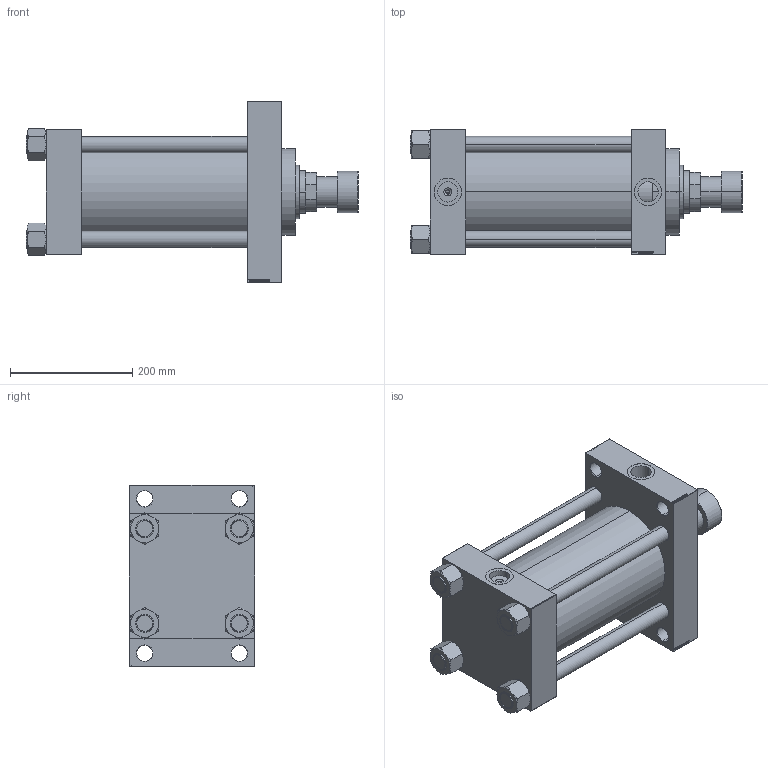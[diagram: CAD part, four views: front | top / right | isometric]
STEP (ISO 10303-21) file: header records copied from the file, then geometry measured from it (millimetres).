
FILE_DESCRIPTION (( 'STEP AP203' ), '1' );
FILE_NAME ('9238.STEP', '2022-04-16T20:21:39', ( '' ), ( '' ), 'SwSTEP 2.0', 'SolidWorks 2019', '' );
FILE_SCHEMA (( 'CONFIG_CONTROL_DESIGN' ));
Length unit declared in the file: millimetre
Products named in the file (7): V215CR_ROD_END_F 850a0a1f198f09e874f624a519a8025e; V215CD_D_TYCINKA 850a0a1f198f09e874f624a519a8025e; V215CD_VCP_D 850a0a1f198f09e874f624a519a8025e; V215CD_D_Body 850a0a1f198f09e874f624a519a8025e; 9238; V215CD_VC_A 850a0a1f198f09e874f624a519a8025e; V215CD_NUT_M5_D 850a0a1f198f09e874f624a519a8025e
Assembly tree (12 placements, depth 2):
  9238
    V215CD_D_Body 850a0a1f198f09e874f624a519a8025e
    V215CD_VC_A 850a0a1f198f09e874f624a519a8025e
    V215CD_VCP_D 850a0a1f198f09e874f624a519a8025e
    V215CD_D_TYCINKA 850a0a1f198f09e874f624a519a8025e  x4
    V215CD_NUT_M5_D 850a0a1f198f09e874f624a519a8025e  x4
    V215CR_ROD_END_F 850a0a1f198f09e874f624a519a8025e
Bounding box: 544 x 205 x 297 mm (x, y, z)
Volume: 9427570.7 mm3; surface area: 1034621.6 mm2
Topology: 12 solids, 12 shells, 1168 faces, 2943 edges, 1913 vertices
Faces by surface type: plane 550, bspline 368, cone 142, cylinder 96, torus 12
Entity records: 48308 total; most frequent: CARTESIAN_POINT 25304, ORIENTED_EDGE 5150, DIRECTION 3359, EDGE_CURVE 2575, VERTEX_POINT 1691, VECTOR 1535, LINE 1535, EDGE_LOOP 1146
